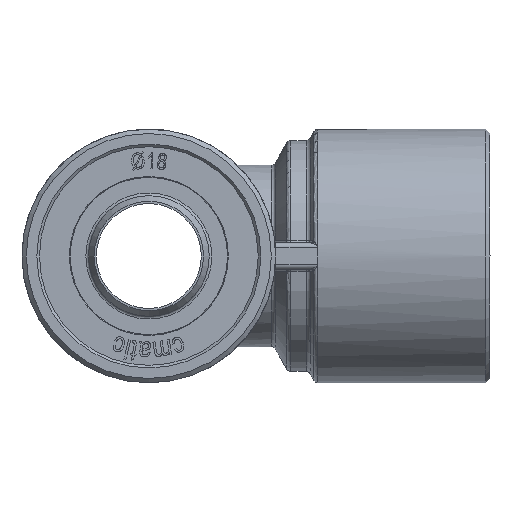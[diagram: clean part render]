
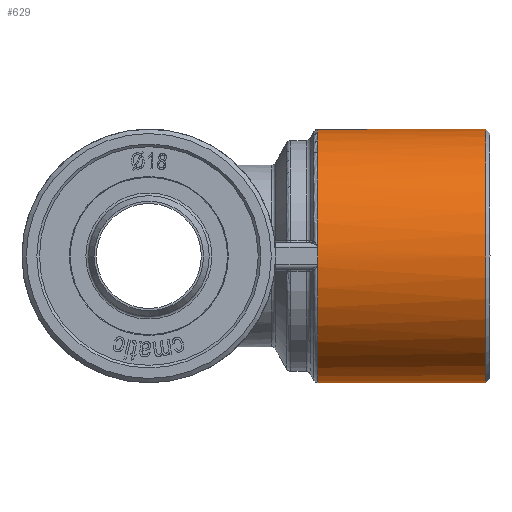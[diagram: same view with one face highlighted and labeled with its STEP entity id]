
A CAD part, front view. The second image highlights one B-rep face of the part: STEP entity #629.
In plain terms, the highlighted cylindrical face has radius 14.5 mm (diameter 29 mm), a full revolution.
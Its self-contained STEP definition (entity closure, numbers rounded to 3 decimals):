
#629 = ADVANCED_FACE( 'NONE', ( #1910, #1911 ), #1912, .T. );
#1910 = FACE_OUTER_BOUND( '', #10112, .T. );
#1911 = FACE_OUTER_BOUND( '', #10113, .T. );
#1912 = CYLINDRICAL_SURFACE( '', #10114, 14.5 );
#10112 = EDGE_LOOP( '', ( #15235, #15236, #15237, #15238, #15239, #15240 ) );
#10113 = EDGE_LOOP( '', ( #15241 ) );
#10114 = AXIS2_PLACEMENT_3D( '', #15242, #15243, #15244 );
#15235 = ORIENTED_EDGE( '', *, *, #16471, .F. );
#15236 = ORIENTED_EDGE( '', *, *, #17399, .F. );
#15237 = ORIENTED_EDGE( '', *, *, #16882, .F. );
#15238 = ORIENTED_EDGE( '', *, *, #15942, .F. );
#15239 = ORIENTED_EDGE( '', *, *, #16481, .F. );
#15240 = ORIENTED_EDGE( '', *, *, #16427, .F. );
#15241 = ORIENTED_EDGE( '', *, *, #15867, .T. );
#15242 = CARTESIAN_POINT( '', ( 0., 0., 0. ) );
#15243 = DIRECTION( '', ( 1., 0., 0. ) );
#15244 = DIRECTION( '', ( 0., 0., -1. ) );
#15867 = EDGE_CURVE( 'NONE', #17526, #17526, #17527, .T. );
#15942 = EDGE_CURVE( 'NONE', #17672, #17674, #17675, .T. );
#16427 = EDGE_CURVE( 'NONE', #18588, #18084, #18590, .T. );
#16471 = EDGE_CURVE( 'NONE', #17682, #18588, #18672, .T. );
#16481 = EDGE_CURVE( 'NONE', #18084, #17672, #18689, .T. );
#16882 = EDGE_CURVE( 'NONE', #17674, #19351, #19354, .T. );
#17399 = EDGE_CURVE( 'NONE', #19351, #17682, #20074, .T. );
#17526 = VERTEX_POINT( '', #20401 );
#17527 = CIRCLE( '', #20402, 14.5 );
#17672 = VERTEX_POINT( 'NONE', #21027 );
#17674 = VERTEX_POINT( 'NONE', #21041 );
#17675 = CIRCLE( '', #21042, 14.5 );
#17682 = VERTEX_POINT( 'NONE', #21072 );
#18084 = VERTEX_POINT( 'NONE', #22643 );
#18588 = VERTEX_POINT( 'NONE', #25213 );
#18590 = CIRCLE( '', #25215, 14.5 );
#18672 = CIRCLE( '', #25497, 14.5 );
#18689 = CIRCLE( '', #25540, 14.5 );
#19351 = VERTEX_POINT( 'NONE', #27888 );
#19354 = CIRCLE( '', #27892, 14.5 );
#20074 = CIRCLE( '', #31034, 14.5 );
#20401 = CARTESIAN_POINT( '', ( 38.5, 0., -14.5 ) );
#20402 = AXIS2_PLACEMENT_3D( '', #31263, #31264, #31265 );
#21027 = CARTESIAN_POINT( '', ( 19.299, -14.444, 1.27 ) );
#21041 = CARTESIAN_POINT( '', ( 19.299, 14.444, 1.27 ) );
#21042 = AXIS2_PLACEMENT_3D( '', #31332, #31333, #31334 );
#21072 = CARTESIAN_POINT( '', ( 19.299, 14.444, -1.27 ) );
#22643 = CARTESIAN_POINT( '', ( 19.299, -14.5, 0. ) );
#25213 = CARTESIAN_POINT( '', ( 19.299, -14.444, -1.27 ) );
#25215 = AXIS2_PLACEMENT_3D( '', #31697, #31698, #31699 );
#25497 = AXIS2_PLACEMENT_3D( '', #31743, #31744, #31745 );
#25540 = AXIS2_PLACEMENT_3D( '', #31761, #31762, #31763 );
#27888 = CARTESIAN_POINT( '', ( 19.299, 14.5, 0. ) );
#27892 = AXIS2_PLACEMENT_3D( '', #32094, #32095, #32096 );
#31034 = AXIS2_PLACEMENT_3D( '', #32574, #32575, #32576 );
#31263 = CARTESIAN_POINT( '', ( 38.5, 0., 0. ) );
#31264 = DIRECTION( '', ( -1., 0., 0. ) );
#31265 = DIRECTION( '', ( 0., 0., -1. ) );
#31332 = CARTESIAN_POINT( '', ( 19.299, 0., 0. ) );
#31333 = DIRECTION( '', ( -1., 0., 0. ) );
#31334 = DIRECTION( '', ( 0., 0., -1. ) );
#31697 = CARTESIAN_POINT( '', ( 19.299, 0., 0. ) );
#31698 = DIRECTION( '', ( -1., 0., 0. ) );
#31699 = DIRECTION( '', ( 0., 0., -1. ) );
#31743 = CARTESIAN_POINT( '', ( 19.299, 0., 0. ) );
#31744 = DIRECTION( '', ( -1., 0., 0. ) );
#31745 = DIRECTION( '', ( 0., 0., -1. ) );
#31761 = CARTESIAN_POINT( '', ( 19.299, 0., 0. ) );
#31762 = DIRECTION( '', ( -1., 0., 0. ) );
#31763 = DIRECTION( '', ( 0., 0., -1. ) );
#32094 = CARTESIAN_POINT( '', ( 19.299, 0., 0. ) );
#32095 = DIRECTION( '', ( -1., 0., 0. ) );
#32096 = DIRECTION( '', ( 0., 0., -1. ) );
#32574 = CARTESIAN_POINT( '', ( 19.299, 0., 0. ) );
#32575 = DIRECTION( '', ( -1., 0., 0. ) );
#32576 = DIRECTION( '', ( 0., 0., -1. ) );
